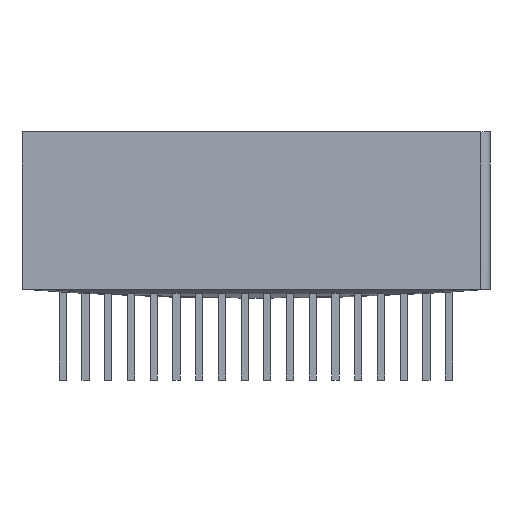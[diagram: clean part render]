
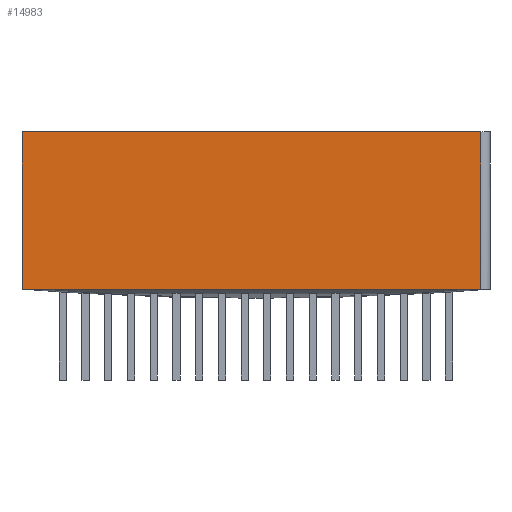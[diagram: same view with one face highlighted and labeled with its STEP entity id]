
A CAD part, front view. The second image highlights one B-rep face of the part: STEP entity #14983.
In plain terms, the highlighted planar face has unit normal (0, -1, 0).
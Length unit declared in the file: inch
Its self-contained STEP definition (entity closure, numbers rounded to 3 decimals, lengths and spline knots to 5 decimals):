
#520 = DIRECTION ( 'NONE',  ( 0., 0., 1. ) ) ;
#1579 = VECTOR ( 'NONE', #520, 39.37008 ) ;
#2040 = LINE ( 'NONE', #12015, #17193 ) ;
#3230 = ORIENTED_EDGE ( 'NONE', *, *, #5040, .F. ) ;
#3276 = VECTOR ( 'NONE', #9556, 39.37008 ) ;
#4655 = EDGE_LOOP ( 'NONE', ( #10140, #11838, #16624, #3230 ) ) ;
#5040 = EDGE_CURVE ( 'NONE', #10377, #5546, #18418, .T. ) ;
#5546 = VERTEX_POINT ( 'NONE', #9093 ) ;
#5763 = DIRECTION ( 'NONE',  ( -1., 0., 0. ) ) ;
#5992 = VECTOR ( 'NONE', #17595, 39.37008 ) ;
#6077 = EDGE_CURVE ( 'NONE', #19066, #5546, #19331, .T. ) ;
#6222 = LINE ( 'NONE', #9853, #1579 ) ;
#6276 = CARTESIAN_POINT ( 'NONE',  ( -0.3575, -0.035, -0.0865 ) ) ;
#6336 = CARTESIAN_POINT ( 'NONE',  ( -0.3575, -0.035, 0.0865 ) ) ;
#7532 = VERTEX_POINT ( 'NONE', #12281 ) ;
#9093 = CARTESIAN_POINT ( 'NONE',  ( 0.2475, -0.035, 0.0865 ) ) ;
#9474 = DIRECTION ( 'NONE',  ( 0., 0., -1. ) ) ;
#9556 = DIRECTION ( 'NONE',  ( 0., 0., 1. ) ) ;
#9853 = CARTESIAN_POINT ( 'NONE',  ( -0.2575, -0.035, -0.0865 ) ) ;
#10140 = ORIENTED_EDGE ( 'NONE', *, *, #18132, .F. ) ;
#10377 = VERTEX_POINT ( 'NONE', #10766 ) ;
#10766 = CARTESIAN_POINT ( 'NONE',  ( -0.2575, -0.035, 0.0865 ) ) ;
#10775 = FACE_OUTER_BOUND ( 'NONE', #4655, .T. ) ;
#11838 = ORIENTED_EDGE ( 'NONE', *, *, #19526, .F. ) ;
#12015 = CARTESIAN_POINT ( 'NONE',  ( -0.3575, -0.035, -0.0865 ) ) ;
#12281 = CARTESIAN_POINT ( 'NONE',  ( -0.2575, -0.035, -0.0865 ) ) ;
#12661 = CARTESIAN_POINT ( 'NONE',  ( 0.2475, -0.035, 0.0865 ) ) ;
#14983 = ADVANCED_FACE ( 'NONE', ( #10775 ), #17200, .T. ) ;
#16624 = ORIENTED_EDGE ( 'NONE', *, *, #6077, .T. ) ;
#17193 = VECTOR ( 'NONE', #5763, 39.37008 ) ;
#17200 = PLANE ( 'NONE',  #17710 ) ;
#17595 = DIRECTION ( 'NONE',  ( 1., 0., 0. ) ) ;
#17710 = AXIS2_PLACEMENT_3D ( 'NONE', #6276, #18735, #9474 ) ;
#18132 = EDGE_CURVE ( 'NONE', #7532, #10377, #6222, .T. ) ;
#18418 = LINE ( 'NONE', #6336, #5992 ) ;
#18735 = DIRECTION ( 'NONE',  ( 0., -1., 0. ) ) ;
#19066 = VERTEX_POINT ( 'NONE', #19521 ) ;
#19331 = LINE ( 'NONE', #12661, #3276 ) ;
#19521 = CARTESIAN_POINT ( 'NONE',  ( 0.2475, -0.035, -0.0865 ) ) ;
#19526 = EDGE_CURVE ( 'NONE', #19066, #7532, #2040, .T. ) ;
